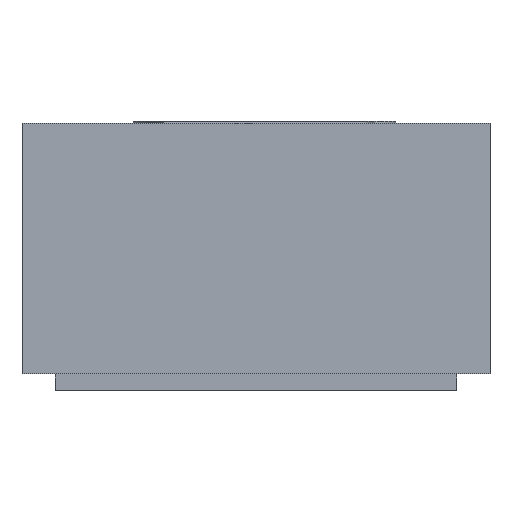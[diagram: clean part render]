
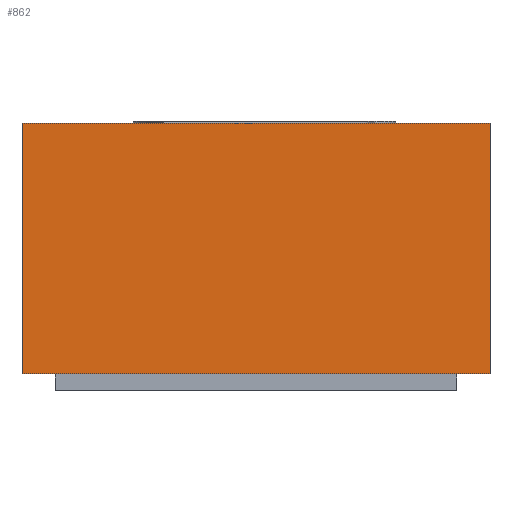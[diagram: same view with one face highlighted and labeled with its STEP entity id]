
A CAD part, front view. The second image highlights one B-rep face of the part: STEP entity #862.
In plain terms, the highlighted planar face has unit normal (0, -1, 0).
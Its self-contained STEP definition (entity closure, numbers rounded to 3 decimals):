
#69=FACE_OUTER_BOUND('',#124,.T.);
#124=EDGE_LOOP('',(#598,#599,#600,#601));
#193=LINE('',#1220,#289);
#194=LINE('',#1223,#290);
#195=LINE('',#1225,#291);
#196=LINE('',#1226,#292);
#289=VECTOR('',#1009,1.);
#290=VECTOR('',#1012,1.);
#291=VECTOR('',#1013,1.);
#292=VECTOR('',#1014,1.);
#376=VERTEX_POINT('',#1213);
#379=VERTEX_POINT('',#1218);
#380=VERTEX_POINT('',#1222);
#381=VERTEX_POINT('',#1224);
#465=EDGE_CURVE('',#376,#379,#193,.T.);
#466=EDGE_CURVE('',#380,#376,#194,.T.);
#467=EDGE_CURVE('',#381,#379,#195,.T.);
#468=EDGE_CURVE('',#380,#381,#196,.T.);
#598=ORIENTED_EDGE('',*,*,#466,.T.);
#599=ORIENTED_EDGE('',*,*,#465,.T.);
#600=ORIENTED_EDGE('',*,*,#467,.F.);
#601=ORIENTED_EDGE('',*,*,#468,.F.);
#812=PLANE('',#925);
#862=ADVANCED_FACE('',(#69),#812,.T.);
#925=AXIS2_PLACEMENT_3D('',#1221,#1010,#1011);
#1009=DIRECTION('',(0.,0.,1.));
#1010=DIRECTION('center_axis',(0.,-1.,0.));
#1011=DIRECTION('ref_axis',(1.,0.,0.));
#1012=DIRECTION('',(1.,0.,0.));
#1013=DIRECTION('',(1.,0.,0.));
#1014=DIRECTION('',(0.,0.,1.));
#1213=CARTESIAN_POINT('',(0.14,-0.29,0.01));
#1218=CARTESIAN_POINT('',(0.14,-0.29,0.16));
#1220=CARTESIAN_POINT('',(0.14,-0.29,0.01));
#1221=CARTESIAN_POINT('Origin',(-0.14,-0.29,0.01));
#1222=CARTESIAN_POINT('',(-0.14,-0.29,0.01));
#1223=CARTESIAN_POINT('',(-0.14,-0.29,0.01));
#1224=CARTESIAN_POINT('',(-0.14,-0.29,0.16));
#1225=CARTESIAN_POINT('',(-0.14,-0.29,0.16));
#1226=CARTESIAN_POINT('',(-0.14,-0.29,0.01));
